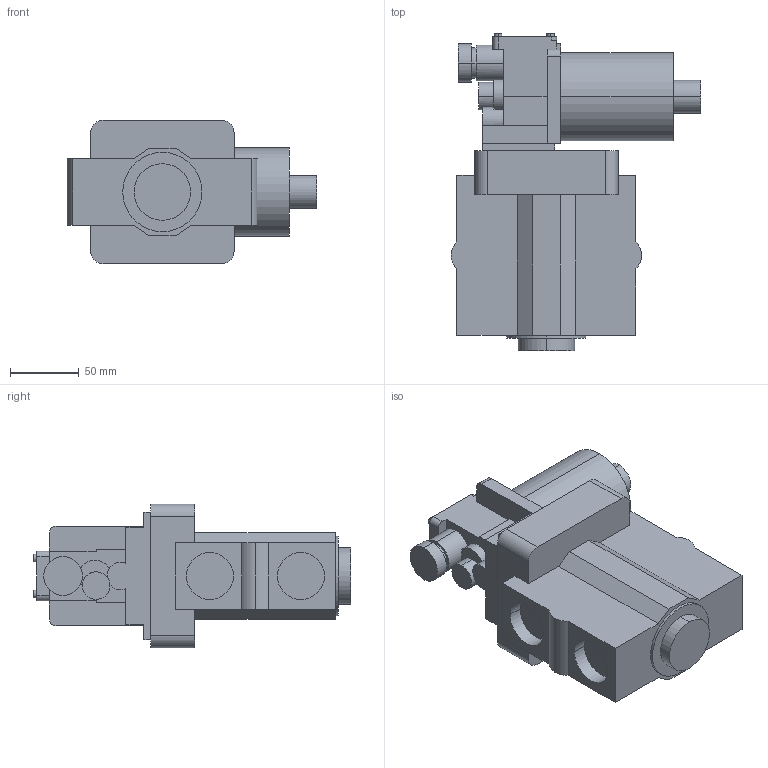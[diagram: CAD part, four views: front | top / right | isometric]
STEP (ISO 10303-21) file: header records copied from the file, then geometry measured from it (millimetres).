
FILE_DESCRIPTION (( 'STEP AP214' ), '1' );
FILE_NAME ('MVW7D-25A.STEP', '2025-09-02T06:38:38', ( '' ), ( '' ), 'SwSTEP 2.0', 'SolidWorks 2023', '' );
FILE_SCHEMA (( 'AUTOMOTIVE_DESIGN' ));
Length unit declared in the file: millimetre
Products named in the file (1): MVW7D-25A
Bounding box: 181 x 230 x 104 mm (x, y, z)
Volume: 1525078.2 mm3; surface area: 123349 mm2
Topology: 1 solids, 1 shells, 127 faces, 328 edges, 218 vertices
Faces by surface type: plane 77, cylinder 50
Entity records: 3917 total; most frequent: DIRECTION 692, CARTESIAN_POINT 674, ORIENTED_EDGE 656, EDGE_CURVE 328, AXIS2_PLACEMENT_3D 236, LINE 220, VECTOR 220, VERTEX_POINT 218
